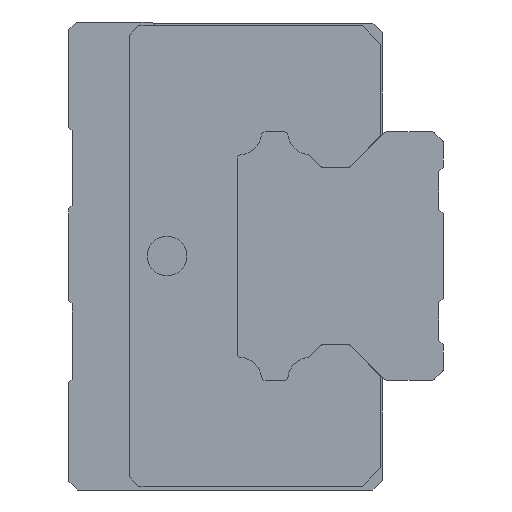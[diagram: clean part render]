
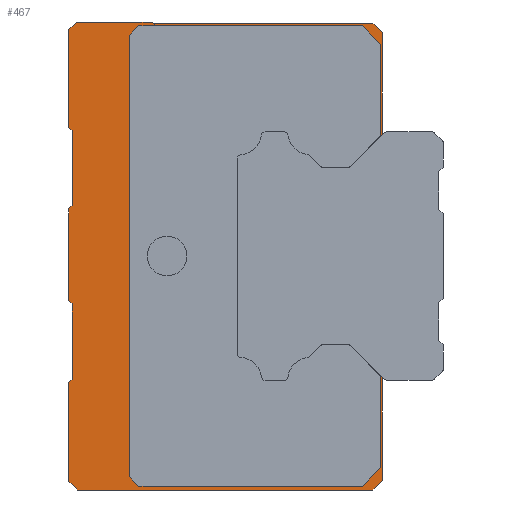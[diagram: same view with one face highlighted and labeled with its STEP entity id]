
A CAD part, front view. The second image highlights one B-rep face of the part: STEP entity #467.
In plain terms, the highlighted face is planar.
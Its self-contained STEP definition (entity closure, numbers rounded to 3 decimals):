
#467=ADVANCED_FACE('',(#733),#641,.F.);
#641=PLANE('',#3228);
#733=FACE_OUTER_BOUND('',#866,.T.);
#866=EDGE_LOOP('',(#1121,#1122,#1123,#1124,#1125,#1126,#1127,#1128,#1129,
#1130,#1131,#1132,#1133,#1134,#1135,#1136,#1137,#1138,#1139,#1140,#1141,
#1142,#1143,#1144,#1145,#1146,#1147,#1148,#1149,#1150,#1151));
#1121=ORIENTED_EDGE('',*,*,#2309,.F.);
#1122=ORIENTED_EDGE('',*,*,#2310,.F.);
#1123=ORIENTED_EDGE('',*,*,#2311,.F.);
#1124=ORIENTED_EDGE('',*,*,#2312,.F.);
#1125=ORIENTED_EDGE('',*,*,#2313,.F.);
#1126=ORIENTED_EDGE('',*,*,#2314,.F.);
#1127=ORIENTED_EDGE('',*,*,#2315,.F.);
#1128=ORIENTED_EDGE('',*,*,#2316,.F.);
#1129=ORIENTED_EDGE('',*,*,#2317,.F.);
#1130=ORIENTED_EDGE('',*,*,#2318,.F.);
#1131=ORIENTED_EDGE('',*,*,#2319,.F.);
#1132=ORIENTED_EDGE('',*,*,#2320,.F.);
#1133=ORIENTED_EDGE('',*,*,#2321,.F.);
#1134=ORIENTED_EDGE('',*,*,#2322,.F.);
#1135=ORIENTED_EDGE('',*,*,#2323,.F.);
#1136=ORIENTED_EDGE('',*,*,#2324,.F.);
#1137=ORIENTED_EDGE('',*,*,#2325,.F.);
#1138=ORIENTED_EDGE('',*,*,#2326,.T.);
#1139=ORIENTED_EDGE('',*,*,#2327,.F.);
#1140=ORIENTED_EDGE('',*,*,#2328,.F.);
#1141=ORIENTED_EDGE('',*,*,#2329,.F.);
#1142=ORIENTED_EDGE('',*,*,#2330,.T.);
#1143=ORIENTED_EDGE('',*,*,#2331,.F.);
#1144=ORIENTED_EDGE('',*,*,#2332,.F.);
#1145=ORIENTED_EDGE('',*,*,#2333,.F.);
#1146=ORIENTED_EDGE('',*,*,#2334,.T.);
#1147=ORIENTED_EDGE('',*,*,#2335,.F.);
#1148=ORIENTED_EDGE('',*,*,#2336,.F.);
#1149=ORIENTED_EDGE('',*,*,#2337,.F.);
#1150=ORIENTED_EDGE('',*,*,#2338,.F.);
#1151=ORIENTED_EDGE('',*,*,#2339,.F.);
#1999=VERTEX_POINT('',#4421);
#2000=VERTEX_POINT('',#4422);
#2001=VERTEX_POINT('',#4424);
#2002=VERTEX_POINT('',#4426);
#2003=VERTEX_POINT('',#4428);
#2004=VERTEX_POINT('',#4430);
#2005=VERTEX_POINT('',#4432);
#2006=VERTEX_POINT('',#4434);
#2007=VERTEX_POINT('',#4436);
#2008=VERTEX_POINT('',#4438);
#2009=VERTEX_POINT('',#4440);
#2010=VERTEX_POINT('',#4442);
#2011=VERTEX_POINT('',#4444);
#2012=VERTEX_POINT('',#4446);
#2013=VERTEX_POINT('',#4448);
#2014=VERTEX_POINT('',#4450);
#2015=VERTEX_POINT('',#4452);
#2016=VERTEX_POINT('',#4454);
#2017=VERTEX_POINT('',#4456);
#2018=VERTEX_POINT('',#4458);
#2019=VERTEX_POINT('',#4460);
#2020=VERTEX_POINT('',#4462);
#2021=VERTEX_POINT('',#4464);
#2022=VERTEX_POINT('',#4466);
#2023=VERTEX_POINT('',#4468);
#2024=VERTEX_POINT('',#4470);
#2025=VERTEX_POINT('',#4472);
#2026=VERTEX_POINT('',#4474);
#2027=VERTEX_POINT('',#4476);
#2028=VERTEX_POINT('',#4478);
#2029=VERTEX_POINT('',#4480);
#2309=EDGE_CURVE('',#1999,#2000,#2748,.T.);
#2310=EDGE_CURVE('',#2001,#1999,#2749,.T.);
#2311=EDGE_CURVE('',#2002,#2001,#2750,.T.);
#2312=EDGE_CURVE('',#2003,#2002,#2751,.T.);
#2313=EDGE_CURVE('',#2004,#2003,#2752,.T.);
#2314=EDGE_CURVE('',#2005,#2004,#2753,.T.);
#2315=EDGE_CURVE('',#2006,#2005,#2754,.T.);
#2316=EDGE_CURVE('',#2007,#2006,#2755,.T.);
#2317=EDGE_CURVE('',#2008,#2007,#2756,.T.);
#2318=EDGE_CURVE('',#2009,#2008,#2757,.T.);
#2319=EDGE_CURVE('',#2010,#2009,#2758,.T.);
#2320=EDGE_CURVE('',#2011,#2010,#2759,.T.);
#2321=EDGE_CURVE('',#2012,#2011,#2760,.T.);
#2322=EDGE_CURVE('',#2013,#2012,#2761,.T.);
#2323=EDGE_CURVE('',#2014,#2013,#2762,.T.);
#2324=EDGE_CURVE('',#2015,#2014,#2763,.T.);
#2325=EDGE_CURVE('',#2016,#2015,#2764,.T.);
#2326=EDGE_CURVE('',#2016,#2017,#2765,.T.);
#2327=EDGE_CURVE('',#2018,#2017,#2766,.T.);
#2328=EDGE_CURVE('',#2019,#2018,#2767,.T.);
#2329=EDGE_CURVE('',#2020,#2019,#2768,.T.);
#2330=EDGE_CURVE('',#2020,#2021,#2769,.T.);
#2331=EDGE_CURVE('',#2022,#2021,#2770,.T.);
#2332=EDGE_CURVE('',#2023,#2022,#2771,.T.);
#2333=EDGE_CURVE('',#2024,#2023,#2772,.T.);
#2334=EDGE_CURVE('',#2024,#2025,#2773,.T.);
#2335=EDGE_CURVE('',#2026,#2025,#2774,.T.);
#2336=EDGE_CURVE('',#2027,#2026,#2775,.T.);
#2337=EDGE_CURVE('',#2028,#2027,#2776,.T.);
#2338=EDGE_CURVE('',#2029,#2028,#2777,.T.);
#2339=EDGE_CURVE('',#2000,#2029,#2778,.T.);
#2748=LINE('',#4420,#3002);
#2749=LINE('',#4423,#3003);
#2750=LINE('',#4425,#3004);
#2751=LINE('',#4427,#3005);
#2752=LINE('',#4429,#3006);
#2753=LINE('',#4431,#3007);
#2754=LINE('',#4433,#3008);
#2755=LINE('',#4435,#3009);
#2756=LINE('',#4437,#3010);
#2757=LINE('',#4439,#3011);
#2758=LINE('',#4441,#3012);
#2759=LINE('',#4443,#3013);
#2760=LINE('',#4445,#3014);
#2761=LINE('',#4447,#3015);
#2762=LINE('',#4449,#3016);
#2763=LINE('',#4451,#3017);
#2764=LINE('',#4453,#3018);
#2765=LINE('',#4455,#3019);
#2766=LINE('',#4457,#3020);
#2767=LINE('',#4459,#3021);
#2768=LINE('',#4461,#3022);
#2769=LINE('',#4463,#3023);
#2770=LINE('',#4465,#3024);
#2771=LINE('',#4467,#3025);
#2772=LINE('',#4469,#3026);
#2773=LINE('',#4471,#3027);
#2774=LINE('',#4473,#3028);
#2775=LINE('',#4475,#3029);
#2776=LINE('',#4477,#3030);
#2777=LINE('',#4479,#3031);
#2778=LINE('',#4481,#3032);
#3002=VECTOR('',#3554,1.);
#3003=VECTOR('',#3555,1.);
#3004=VECTOR('',#3556,1.);
#3005=VECTOR('',#3557,1.);
#3006=VECTOR('',#3558,1.);
#3007=VECTOR('',#3559,1.);
#3008=VECTOR('',#3560,1.);
#3009=VECTOR('',#3561,1.);
#3010=VECTOR('',#3562,1.);
#3011=VECTOR('',#3563,1.);
#3012=VECTOR('',#3564,1.);
#3013=VECTOR('',#3565,1.);
#3014=VECTOR('',#3566,1.);
#3015=VECTOR('',#3567,1.);
#3016=VECTOR('',#3568,1.);
#3017=VECTOR('',#3569,1.);
#3018=VECTOR('',#3570,1.);
#3019=VECTOR('',#3571,1.);
#3020=VECTOR('',#3572,1.);
#3021=VECTOR('',#3573,1.);
#3022=VECTOR('',#3574,1.);
#3023=VECTOR('',#3575,1.);
#3024=VECTOR('',#3576,1.);
#3025=VECTOR('',#3577,1.);
#3026=VECTOR('',#3578,1.);
#3027=VECTOR('',#3579,1.);
#3028=VECTOR('',#3580,1.);
#3029=VECTOR('',#3581,1.);
#3030=VECTOR('',#3582,1.);
#3031=VECTOR('',#3583,1.);
#3032=VECTOR('',#3584,1.);
#3228=AXIS2_PLACEMENT_3D('',#4482,#3585,#3586);
#3554=DIRECTION('',(-1.,0.,0.));
#3555=DIRECTION('',(-0.707,-0.707,0.));
#3556=DIRECTION('',(0.,-1.,0.));
#3557=DIRECTION('',(0.707,-0.707,0.));
#3558=DIRECTION('',(1.,0.,0.));
#3559=DIRECTION('',(0.707,0.707,0.));
#3560=DIRECTION('',(0.,1.,0.));
#3561=DIRECTION('',(-0.707,0.707,0.));
#3562=DIRECTION('',(-1.,0.,0.));
#3563=DIRECTION('',(0.707,0.707,0.));
#3564=DIRECTION('',(1.,0.,0.));
#3565=DIRECTION('',(0.707,-0.707,0.));
#3566=DIRECTION('',(0.,-1.,0.));
#3567=DIRECTION('',(-1.,0.,0.));
#3568=DIRECTION('',(0.707,-0.707,0.));
#3569=DIRECTION('',(0.,-1.,0.));
#3570=DIRECTION('',(-0.707,-0.707,0.));
#3571=DIRECTION('',(1.,0.,0.));
#3572=DIRECTION('',(-0.707,0.707,0.));
#3573=DIRECTION('',(-1.,0.,0.));
#3574=DIRECTION('',(-0.707,-0.707,0.));
#3575=DIRECTION('',(1.,0.,0.));
#3576=DIRECTION('',(-0.707,0.707,0.));
#3577=DIRECTION('',(-1.,0.,0.));
#3578=DIRECTION('',(-0.707,-0.707,0.));
#3579=DIRECTION('',(1.,0.,0.));
#3580=DIRECTION('',(-0.707,0.707,0.));
#3581=DIRECTION('',(0.,1.,0.));
#3582=DIRECTION('',(0.707,0.707,0.));
#3583=DIRECTION('',(1.,0.,0.));
#3584=DIRECTION('',(0.707,-0.707,0.));
#3585=DIRECTION('',(0.,0.,1.));
#3586=DIRECTION('',(1.,0.,0.));
#4420=CARTESIAN_POINT('',(45.2,-56.7,-19.05));
#4421=CARTESIAN_POINT('',(45.2,-56.7,-19.05));
#4422=CARTESIAN_POINT('',(25.701,-56.7,-19.05));
#4423=CARTESIAN_POINT('',(49.2,-52.7,-19.05));
#4424=CARTESIAN_POINT('',(49.2,-52.7,-19.05));
#4425=CARTESIAN_POINT('',(49.2,-4.999,-19.05));
#4426=CARTESIAN_POINT('',(49.2,-4.999,-19.05));
#4427=CARTESIAN_POINT('',(47.2,-3.,-19.05));
#4428=CARTESIAN_POINT('',(47.2,-3.,-19.05));
#4429=CARTESIAN_POINT('',(-47.201,-3.,-19.05));
#4430=CARTESIAN_POINT('',(-47.201,-3.,-19.05));
#4431=CARTESIAN_POINT('',(-49.2,-4.999,-19.05));
#4432=CARTESIAN_POINT('',(-49.2,-4.999,-19.05));
#4433=CARTESIAN_POINT('',(-49.2,-52.7,-19.05));
#4434=CARTESIAN_POINT('',(-49.2,-52.7,-19.05));
#4435=CARTESIAN_POINT('',(-45.2,-56.7,-19.05));
#4436=CARTESIAN_POINT('',(-45.2,-56.7,-19.05));
#4437=CARTESIAN_POINT('',(45.2,-56.7,-19.05));
#4438=CARTESIAN_POINT('',(-25.698,-56.7,-19.05));
#4439=CARTESIAN_POINT('',(44.426,13.424,-19.05));
#4440=CARTESIAN_POINT('',(-25.998,-57.,-19.05));
#4441=CARTESIAN_POINT('',(30.485,-57.,-19.05));
#4442=CARTESIAN_POINT('',(-47.75,-57.,-19.05));
#4443=CARTESIAN_POINT('',(-49.75,-55.,-19.05));
#4444=CARTESIAN_POINT('',(-49.75,-55.,-19.05));
#4445=CARTESIAN_POINT('',(-49.75,-8.3,-19.05));
#4446=CARTESIAN_POINT('',(-49.75,-8.3,-19.05));
#4447=CARTESIAN_POINT('',(-49.75,-8.3,-19.05));
#4448=CARTESIAN_POINT('',(-49.5,-8.3,-19.05));
#4449=CARTESIAN_POINT('',(-50.3,-7.5,-19.05));
#4450=CARTESIAN_POINT('',(-50.,-7.8,-19.05));
#4451=CARTESIAN_POINT('',(-50.,-35.385,-19.05));
#4452=CARTESIAN_POINT('',(-50.,8.397,-19.05));
#4453=CARTESIAN_POINT('',(-48.097,10.3,-19.05));
#4454=CARTESIAN_POINT('',(-48.397,10.,-19.05));
#4455=CARTESIAN_POINT('',(-0.399,10.,-19.05));
#4456=CARTESIAN_POINT('',(-27.548,10.,-19.05));
#4457=CARTESIAN_POINT('',(-26.848,9.3,-19.05));
#4458=CARTESIAN_POINT('',(-26.848,9.3,-19.05));
#4459=CARTESIAN_POINT('',(-10.748,9.3,-19.05));
#4460=CARTESIAN_POINT('',(-10.748,9.3,-19.05));
#4461=CARTESIAN_POINT('',(-9.748,10.3,-19.05));
#4462=CARTESIAN_POINT('',(-10.048,10.,-19.05));
#4463=CARTESIAN_POINT('',(-0.399,10.,-19.05));
#4464=CARTESIAN_POINT('',(9.55,10.,-19.05));
#4465=CARTESIAN_POINT('',(10.25,9.3,-19.05));
#4466=CARTESIAN_POINT('',(10.249,9.3,-19.05));
#4467=CARTESIAN_POINT('',(26.348,9.3,-19.05));
#4468=CARTESIAN_POINT('',(26.348,9.3,-19.05));
#4469=CARTESIAN_POINT('',(27.348,10.3,-19.05));
#4470=CARTESIAN_POINT('',(27.048,10.,-19.05));
#4471=CARTESIAN_POINT('',(-0.399,10.,-19.05));
#4472=CARTESIAN_POINT('',(48.1,10.,-19.05));
#4473=CARTESIAN_POINT('',(50.,8.1,-19.05));
#4474=CARTESIAN_POINT('',(50.,8.1,-19.05));
#4475=CARTESIAN_POINT('',(50.,-7.5,-19.05));
#4476=CARTESIAN_POINT('',(50.,-55.,-19.05));
#4477=CARTESIAN_POINT('',(48.,-57.,-19.05));
#4478=CARTESIAN_POINT('',(48.,-57.,-19.05));
#4479=CARTESIAN_POINT('',(30.485,-57.,-19.05));
#4480=CARTESIAN_POINT('',(26.001,-57.,-19.05));
#4481=CARTESIAN_POINT('',(-44.823,13.824,-19.05));
#4482=CARTESIAN_POINT('',(-0.399,58.249,-19.05));
